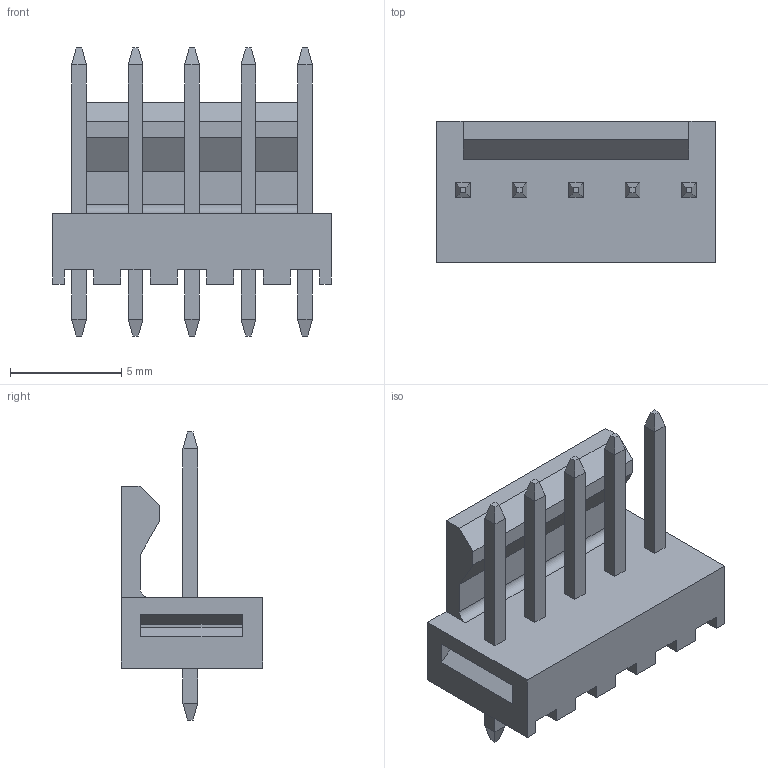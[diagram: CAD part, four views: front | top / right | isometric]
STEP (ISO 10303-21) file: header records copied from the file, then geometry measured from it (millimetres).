
FILE_DESCRIPTION(('FreeCAD Model'),'2;1');
FILE_NAME('Compound.step', '2016-05-06T08:56:17',('Author'),(''), 'Open CASCADE STEP processor 6.8','FreeCAD','Unknown');
FILE_SCHEMA(('AUTOMOTIVE_DESIGN_CC2 { 1 2 10303 214 -1 1 5 4 }'));
Length unit declared in the file: millimetre
Products named in the file (1): Compound
Bounding box: 12.55 x 6.35 x 12.95 mm (x, y, z)
Volume: 303.8 mm3; surface area: 564.7 mm2
Topology: 1 solids, 1 shells, 134 faces, 330 edges, 220 vertices
Faces by surface type: plane 133, cylinder 1
Entity records: 8151 total; most frequent: CARTESIAN_POINT 1433, DIRECTION 1246, LINE 952, VECTOR 952, ORIENTED_EDGE 640, PCURVE 640, DEFINITIONAL_REPRESENTATION 640, EDGE_CURVE 320
